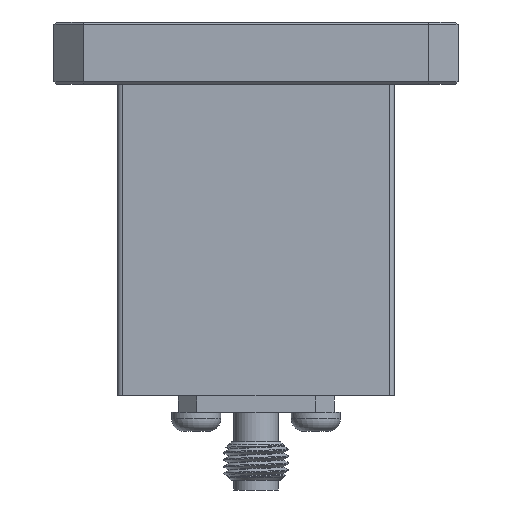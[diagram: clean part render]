
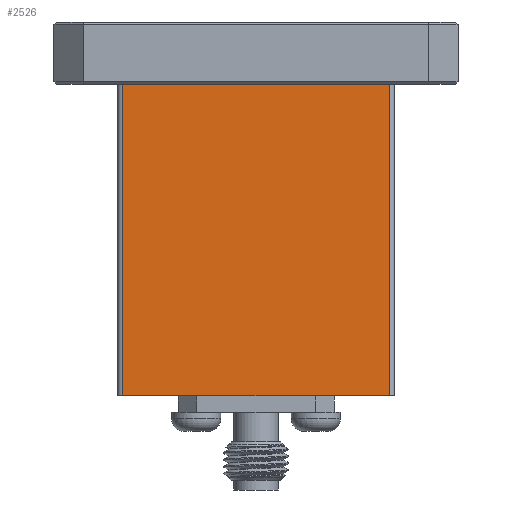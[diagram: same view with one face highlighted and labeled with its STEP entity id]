
A CAD part, front view. The second image highlights one B-rep face of the part: STEP entity #2526.
In plain terms, the highlighted planar face has unit normal (0, -1, 0).
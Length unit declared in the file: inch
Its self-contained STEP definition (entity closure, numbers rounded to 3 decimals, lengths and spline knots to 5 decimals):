
#10 = CARTESIAN_POINT ( 'NONE',  ( -0.53531, -0.34, -4.30173 ) ) ;
#37 = DIRECTION ( 'NONE',  ( 0., 0., -1. ) ) ;
#291 = EDGE_CURVE ( 'NONE', #3323, #3794, #3350, .T. ) ;
#329 = CARTESIAN_POINT ( 'NONE',  ( -0.53531, -0.34, -0.25 ) ) ;
#360 = DIRECTION ( 'NONE',  ( 0., 1., 0. ) ) ;
#444 = DIRECTION ( 'NONE',  ( -1., 0., 0. ) ) ;
#608 = ORIENTED_EDGE ( 'NONE', *, *, #291, .T. ) ;
#650 = EDGE_LOOP ( 'NONE', ( #4563, #608, #1433, #1021 ) ) ;
#685 = VECTOR ( 'NONE', #3174, 39.37008 ) ;
#820 = DIRECTION ( 'NONE',  ( 0., 0., 1. ) ) ;
#1020 = CARTESIAN_POINT ( 'NONE',  ( 0.555, -0.34, -1.5 ) ) ;
#1021 = ORIENTED_EDGE ( 'NONE', *, *, #2368, .T. ) ;
#1418 = LINE ( 'NONE', #1020, #5074 ) ;
#1433 = ORIENTED_EDGE ( 'NONE', *, *, #2330, .F. ) ;
#1499 = CARTESIAN_POINT ( 'NONE',  ( 0.53531, -0.34, -4.30173 ) ) ;
#2330 = EDGE_CURVE ( 'NONE', #3587, #3794, #1418, .T. ) ;
#2368 = EDGE_CURVE ( 'NONE', #3587, #5314, #3990, .T. ) ;
#2414 = LINE ( 'NONE', #4079, #3857 ) ;
#2526 = ADVANCED_FACE ( 'NONE', ( #4868 ), #2873, .F. ) ;
#2836 = CARTESIAN_POINT ( 'NONE',  ( 0.53531, -0.34, -1.5 ) ) ;
#2873 = PLANE ( 'NONE',  #3369 ) ;
#3174 = DIRECTION ( 'NONE',  ( 0., 0., 1. ) ) ;
#3323 = VERTEX_POINT ( 'NONE', #329 ) ;
#3350 = LINE ( 'NONE', #10, #5149 ) ;
#3369 = AXIS2_PLACEMENT_3D ( 'NONE', #4070, #360, #820 ) ;
#3587 = VERTEX_POINT ( 'NONE', #2836 ) ;
#3794 = VERTEX_POINT ( 'NONE', #4886 ) ;
#3857 = VECTOR ( 'NONE', #444, 39.37008 ) ;
#3990 = LINE ( 'NONE', #1499, #685 ) ;
#4070 = CARTESIAN_POINT ( 'NONE',  ( 0.555, -0.34, -4.30173 ) ) ;
#4079 = CARTESIAN_POINT ( 'NONE',  ( 0.555, -0.34, -0.25 ) ) ;
#4563 = ORIENTED_EDGE ( 'NONE', *, *, #5031, .T. ) ;
#4733 = DIRECTION ( 'NONE',  ( -1., 0., 0. ) ) ;
#4787 = CARTESIAN_POINT ( 'NONE',  ( 0.53531, -0.34, -0.25 ) ) ;
#4868 = FACE_OUTER_BOUND ( 'NONE', #650, .T. ) ;
#4886 = CARTESIAN_POINT ( 'NONE',  ( -0.53531, -0.34, -1.5 ) ) ;
#5031 = EDGE_CURVE ( 'NONE', #5314, #3323, #2414, .T. ) ;
#5074 = VECTOR ( 'NONE', #4733, 39.37008 ) ;
#5149 = VECTOR ( 'NONE', #37, 39.37008 ) ;
#5314 = VERTEX_POINT ( 'NONE', #4787 ) ;
